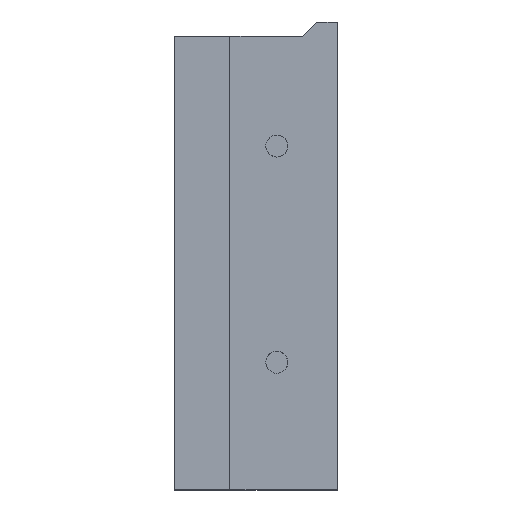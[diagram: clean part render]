
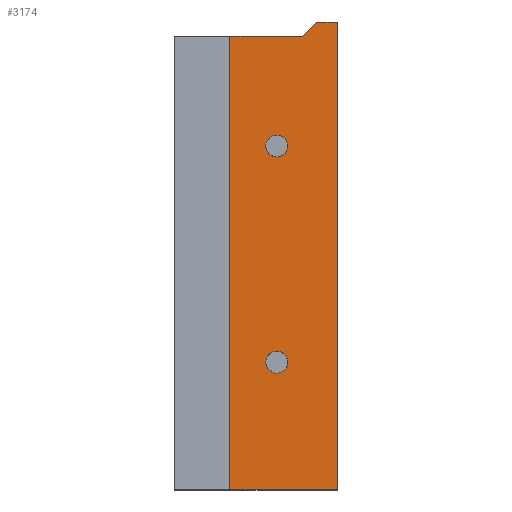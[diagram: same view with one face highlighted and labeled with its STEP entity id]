
A CAD part, front view. The second image highlights one B-rep face of the part: STEP entity #3174.
In plain terms, the highlighted free-form (B-spline) face has degree [1, 1] with [2, 3] control points.
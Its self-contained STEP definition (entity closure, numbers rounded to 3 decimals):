
#2098=CARTESIAN_POINT('',(267.552,42.732,570.05));
#2099=VERTEX_POINT('',#2098);
#2100=CARTESIAN_POINT('',(267.552,42.732,470.05));
#2101=VERTEX_POINT('',#2100);
#2102=CARTESIAN_POINT('',(267.552,42.732,570.05));
#2103=CARTESIAN_POINT('',(267.552,42.732,536.716));
#2104=CARTESIAN_POINT('',(267.552,42.732,503.383));
#2105=CARTESIAN_POINT('',(267.552,42.732,470.05));
#2106=B_SPLINE_CURVE_WITH_KNOTS('',3,(#2102,#2103,#2104,#2105),.UNSPECIFIED.,.F.,.F.,(4,4),(0.126,0.226),.UNSPECIFIED.);
#2107=EDGE_CURVE('',#2099,#2101,#2106,.T.);
#2475=CARTESIAN_POINT('',(260.073,42.732,567.05));
#2476=VERTEX_POINT('',#2475);
#2492=CARTESIAN_POINT('',(244.573,42.732,567.05));
#2493=VERTEX_POINT('',#2492);
#2500=CARTESIAN_POINT('',(244.573,42.732,567.05));
#2501=CARTESIAN_POINT('',(249.74,42.732,567.05));
#2502=CARTESIAN_POINT('',(254.906,42.732,567.05));
#2503=CARTESIAN_POINT('',(260.073,42.732,567.05));
#2504=B_SPLINE_CURVE_WITH_KNOTS('',3,(#2500,#2501,#2502,#2503),.UNSPECIFIED.,.F.,.F.,(4,4),(0.087,0.103),.UNSPECIFIED.);
#2505=EDGE_CURVE('',#2493,#2476,#2504,.T.);
#2540=CARTESIAN_POINT('',(244.573,42.732,470.05));
#2541=VERTEX_POINT('',#2540);
#2542=CARTESIAN_POINT('',(244.573,42.732,470.05));
#2543=CARTESIAN_POINT('',(252.233,42.732,470.05));
#2544=CARTESIAN_POINT('',(259.893,42.732,470.05));
#2545=CARTESIAN_POINT('',(267.552,42.732,470.05));
#2546=B_SPLINE_CURVE_WITH_KNOTS('',3,(#2542,#2543,#2544,#2545),.UNSPECIFIED.,.F.,.F.,(4,4),(0.005,0.028),.UNSPECIFIED.);
#2547=EDGE_CURVE('',#2541,#2101,#2546,.T.);
#2763=CARTESIAN_POINT('',(244.573,42.732,567.05));
#2764=CARTESIAN_POINT('',(244.573,42.732,534.716));
#2765=CARTESIAN_POINT('',(244.573,42.732,502.383));
#2766=CARTESIAN_POINT('',(244.573,42.732,470.05));
#2767=B_SPLINE_CURVE_WITH_KNOTS('',3,(#2763,#2764,#2765,#2766),.UNSPECIFIED.,.F.,.F.,(4,4),(0.4,0.497),.UNSPECIFIED.);
#2768=EDGE_CURVE('',#2493,#2541,#2767,.T.);
#3078=CARTESIAN_POINT('',(263.073,42.732,570.05));
#3079=VERTEX_POINT('',#3078);
#3086=CARTESIAN_POINT('',(263.073,42.732,570.05));
#3087=CARTESIAN_POINT('',(264.566,42.732,570.05));
#3088=CARTESIAN_POINT('',(266.059,42.732,570.05));
#3089=CARTESIAN_POINT('',(267.552,42.732,570.05));
#3090=B_SPLINE_CURVE_WITH_KNOTS('',3,(#3086,#3087,#3088,#3089),.UNSPECIFIED.,.F.,.F.,(4,4),(0.03,0.034),.UNSPECIFIED.);
#3091=EDGE_CURVE('',#3079,#2099,#3090,.T.);
#3109=CARTESIAN_POINT('',(260.073,42.732,567.05));
#3110=CARTESIAN_POINT('',(261.073,42.732,568.05));
#3111=CARTESIAN_POINT('',(262.073,42.732,569.05));
#3112=CARTESIAN_POINT('',(263.073,42.732,570.05));
#3113=B_SPLINE_CURVE_WITH_KNOTS('',3,(#3109,#3110,#3111,#3112),.UNSPECIFIED.,.F.,.F.,(4,4),(0.,0.004),.UNSPECIFIED.);
#3114=EDGE_CURVE('',#2476,#3079,#3113,.T.);
#3119=CARTESIAN_POINT('',(267.853,42.732,570.05));
#3120=CARTESIAN_POINT('',(267.573,42.732,570.05));
#3121=CARTESIAN_POINT('',(239.57,42.732,570.05));
#3122=CARTESIAN_POINT('',(267.853,42.732,470.05));
#3123=CARTESIAN_POINT('',(267.573,42.732,470.05));
#3124=CARTESIAN_POINT('',(239.57,42.732,470.05));
#3125=B_SPLINE_SURFACE_WITH_KNOTS('',1,1,((#3119,#3120,#3121),(#3122,#3123,#3124)),.UNSPECIFIED.,.F.,.F.,.U.,(2,2),(2,1,2),(0.,1.),(-0.01,0.,1.),.UNSPECIFIED.);
#3126=CARTESIAN_POINT('',(252.527,42.732,544.706));
#3127=VERTEX_POINT('',#3126);
#3128=CARTESIAN_POINT('',(254.573,42.732,541.2));
#3129=VERTEX_POINT('',#3128);
#3130=CARTESIAN_POINT('',(254.573,42.732,543.55));
#3131=DIRECTION('',(0.,1.,0.));
#3132=DIRECTION('',(-0.871,-0.,0.492));
#3133=AXIS2_PLACEMENT_3D('',#3130,#3131,#3132);
#3134=CIRCLE('',#3133,2.35);
#3135=EDGE_CURVE('',#3127,#3129,#3134,.T.);
#3136=ORIENTED_EDGE('',*,*,#3135,.T.);
#3137=CARTESIAN_POINT('',(254.573,42.732,543.55));
#3138=DIRECTION('',(0.,1.,0.));
#3139=DIRECTION('',(-0.871,-0.,0.492));
#3140=AXIS2_PLACEMENT_3D('',#3137,#3138,#3139);
#3141=CIRCLE('',#3140,2.35);
#3142=EDGE_CURVE('',#3129,#3127,#3141,.T.);
#3143=ORIENTED_EDGE('',*,*,#3142,.T.);
#3144=EDGE_LOOP('',(#3136,#3143));
#3145=FACE_BOUND('',#3144,.T.);
#3146=CARTESIAN_POINT('',(252.397,42.732,498.237));
#3147=VERTEX_POINT('',#3146);
#3148=CARTESIAN_POINT('',(254.573,42.732,495.));
#3149=VERTEX_POINT('',#3148);
#3150=CARTESIAN_POINT('',(254.573,42.732,497.35));
#3151=DIRECTION('',(0.,1.,0.));
#3152=DIRECTION('',(-0.926,-0.,0.378));
#3153=AXIS2_PLACEMENT_3D('',#3150,#3151,#3152);
#3154=CIRCLE('',#3153,2.35);
#3155=EDGE_CURVE('',#3147,#3149,#3154,.T.);
#3156=ORIENTED_EDGE('',*,*,#3155,.T.);
#3157=CARTESIAN_POINT('',(254.573,42.732,497.35));
#3158=DIRECTION('',(0.,1.,0.));
#3159=DIRECTION('',(-0.926,-0.,0.378));
#3160=AXIS2_PLACEMENT_3D('',#3157,#3158,#3159);
#3161=CIRCLE('',#3160,2.35);
#3162=EDGE_CURVE('',#3149,#3147,#3161,.T.);
#3163=ORIENTED_EDGE('',*,*,#3162,.T.);
#3164=EDGE_LOOP('',(#3156,#3163));
#3165=FACE_BOUND('',#3164,.T.);
#3166=ORIENTED_EDGE('',*,*,#2505,.F.);
#3167=ORIENTED_EDGE('',*,*,#2768,.T.);
#3168=ORIENTED_EDGE('',*,*,#2547,.T.);
#3169=ORIENTED_EDGE('',*,*,#2107,.F.);
#3170=ORIENTED_EDGE('',*,*,#3091,.F.);
#3171=ORIENTED_EDGE('',*,*,#3114,.F.);
#3172=EDGE_LOOP('',(#3166,#3167,#3168,#3169,#3170,#3171));
#3173=FACE_BOUND('',#3172,.T.);
#3174=ADVANCED_FACE('',(#3145,#3165,#3173),#3125,.F.);
